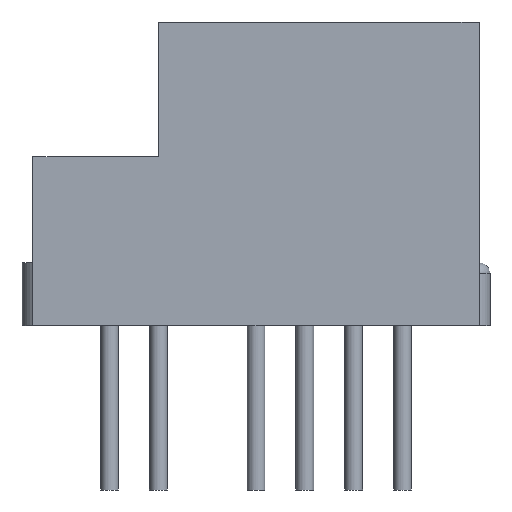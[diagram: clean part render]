
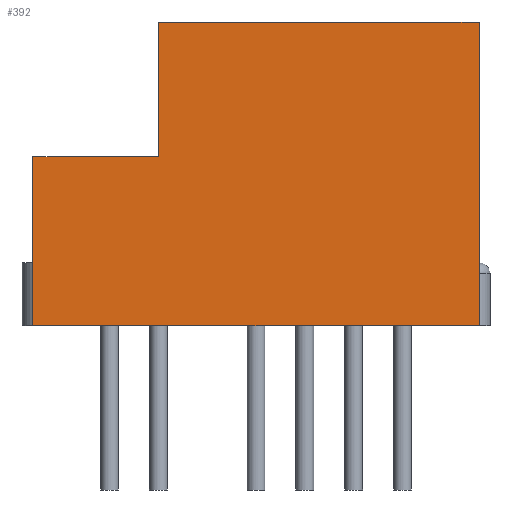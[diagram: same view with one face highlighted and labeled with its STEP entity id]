
A CAD part, front view. The second image highlights one B-rep face of the part: STEP entity #392.
In plain terms, the highlighted planar face has unit normal (0, -1, 0).
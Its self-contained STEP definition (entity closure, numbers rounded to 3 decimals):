
#119 = VERTEX_POINT('',#120);
#120 = CARTESIAN_POINT('',(5.8,-3.8,7.9));
#126 = EDGE_CURVE('',#127,#119,#129,.T.);
#127 = VERTEX_POINT('',#128);
#128 = CARTESIAN_POINT('',(5.8,-3.8,0.));
#129 = LINE('',#130,#131);
#130 = CARTESIAN_POINT('',(5.8,-3.8,0.));
#131 = VECTOR('',#132,1.);
#132 = DIRECTION('',(0.,0.,1.));
#284 = EDGE_CURVE('',#127,#285,#287,.T.);
#285 = VERTEX_POINT('',#286);
#286 = CARTESIAN_POINT('',(-5.8,-3.8,0.));
#287 = LINE('',#288,#289);
#288 = CARTESIAN_POINT('',(5.8,-3.8,0.));
#289 = VECTOR('',#290,1.);
#290 = DIRECTION('',(-1.,0.,0.));
#373 = VERTEX_POINT('',#374);
#374 = CARTESIAN_POINT('',(-2.54,-3.8,7.9));
#382 = EDGE_CURVE('',#119,#373,#383,.T.);
#383 = LINE('',#384,#385);
#384 = CARTESIAN_POINT('',(5.8,-3.8,7.9));
#385 = VECTOR('',#386,1.);
#386 = DIRECTION('',(-1.,0.,0.));
#392 = ADVANCED_FACE('',(#393),#420,.T.);
#393 = FACE_BOUND('',#394,.T.);
#394 = EDGE_LOOP('',(#395,#396,#397,#398,#406,#414));
#395 = ORIENTED_EDGE('',*,*,#284,.F.);
#396 = ORIENTED_EDGE('',*,*,#126,.T.);
#397 = ORIENTED_EDGE('',*,*,#382,.T.);
#398 = ORIENTED_EDGE('',*,*,#399,.T.);
#399 = EDGE_CURVE('',#373,#400,#402,.T.);
#400 = VERTEX_POINT('',#401);
#401 = CARTESIAN_POINT('',(-2.54,-3.8,4.4));
#402 = LINE('',#403,#404);
#403 = CARTESIAN_POINT('',(-2.54,-3.8,7.9));
#404 = VECTOR('',#405,1.);
#405 = DIRECTION('',(-0.,-0.,-1.));
#406 = ORIENTED_EDGE('',*,*,#407,.T.);
#407 = EDGE_CURVE('',#400,#408,#410,.T.);
#408 = VERTEX_POINT('',#409);
#409 = CARTESIAN_POINT('',(-5.8,-3.8,4.4));
#410 = LINE('',#411,#412);
#411 = CARTESIAN_POINT('',(-2.54,-3.8,4.4));
#412 = VECTOR('',#413,1.);
#413 = DIRECTION('',(-1.,0.,0.));
#414 = ORIENTED_EDGE('',*,*,#415,.F.);
#415 = EDGE_CURVE('',#285,#408,#416,.T.);
#416 = LINE('',#417,#418);
#417 = CARTESIAN_POINT('',(-5.8,-3.8,0.));
#418 = VECTOR('',#419,1.);
#419 = DIRECTION('',(0.,0.,1.));
#420 = PLANE('',#421);
#421 = AXIS2_PLACEMENT_3D('',#422,#423,#424);
#422 = CARTESIAN_POINT('',(5.8,-3.8,0.));
#423 = DIRECTION('',(0.,-1.,0.));
#424 = DIRECTION('',(-1.,0.,0.));
